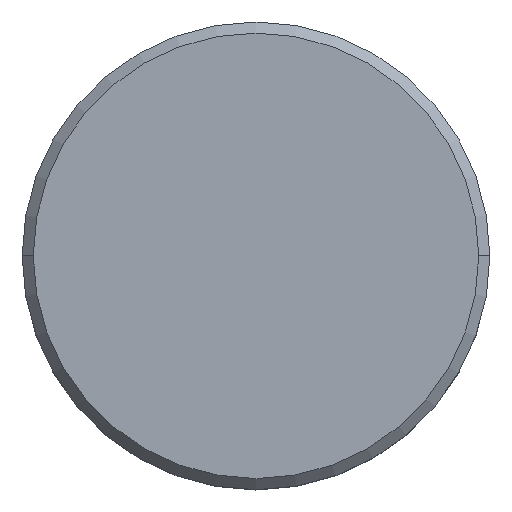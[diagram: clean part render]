
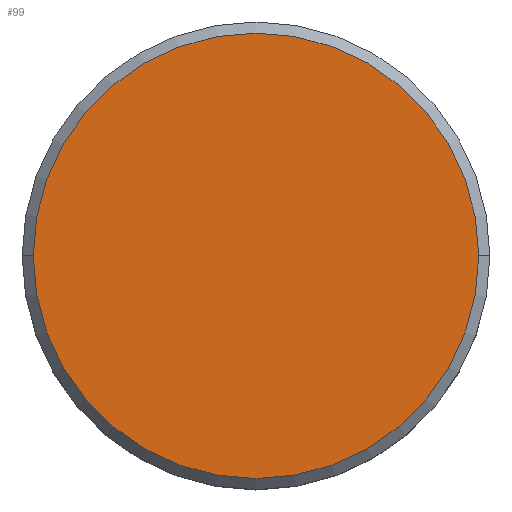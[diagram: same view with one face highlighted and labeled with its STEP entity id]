
A CAD part, top view. The second image highlights one B-rep face of the part: STEP entity #99.
In plain terms, the highlighted planar face has unit normal (0, 0, 1).
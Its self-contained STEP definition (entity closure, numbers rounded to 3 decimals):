
#32 = CARTESIAN_POINT ( 'NONE',  ( 0., 0., 0. ) ) ;
#42 = CARTESIAN_POINT ( 'NONE',  ( 0., 0., 0. ) ) ;
#45 = CIRCLE ( 'NONE', #299, 10. ) ;
#46 = DIRECTION ( 'NONE',  ( 0., 0., 1. ) ) ;
#90 = DIRECTION ( 'NONE',  ( 1., 0., 0. ) ) ;
#99 = ADVANCED_FACE ( 'NONE', ( #253 ), #213, .T. ) ;
#123 = EDGE_CURVE ( 'NONE', #590, #160, #45, .T. ) ;
#125 = DIRECTION ( 'NONE',  ( 0., 0., 1. ) ) ;
#160 = VERTEX_POINT ( 'NONE', #275 ) ;
#198 = EDGE_LOOP ( 'NONE', ( #242, #389 ) ) ;
#213 = PLANE ( 'NONE',  #225 ) ;
#225 = AXIS2_PLACEMENT_3D ( 'NONE', #401, #125, #318 ) ;
#228 = CIRCLE ( 'NONE', #505, 10. ) ;
#242 = ORIENTED_EDGE ( 'NONE', *, *, #464, .T. ) ;
#253 = FACE_OUTER_BOUND ( 'NONE', #198, .T. ) ;
#275 = CARTESIAN_POINT ( 'NONE',  ( -10., 0., 0. ) ) ;
#299 = AXIS2_PLACEMENT_3D ( 'NONE', #42, #322, #593 ) ;
#318 = DIRECTION ( 'NONE',  ( 1., 0., 0. ) ) ;
#322 = DIRECTION ( 'NONE',  ( 0., 0., 1. ) ) ;
#389 = ORIENTED_EDGE ( 'NONE', *, *, #123, .T. ) ;
#401 = CARTESIAN_POINT ( 'NONE',  ( 0., 0., 0. ) ) ;
#413 = CARTESIAN_POINT ( 'NONE',  ( 10., 0., 0. ) ) ;
#464 = EDGE_CURVE ( 'NONE', #160, #590, #228, .T. ) ;
#505 = AXIS2_PLACEMENT_3D ( 'NONE', #32, #46, #90 ) ;
#590 = VERTEX_POINT ( 'NONE', #413 ) ;
#593 = DIRECTION ( 'NONE',  ( 1., 0., 0. ) ) ;
